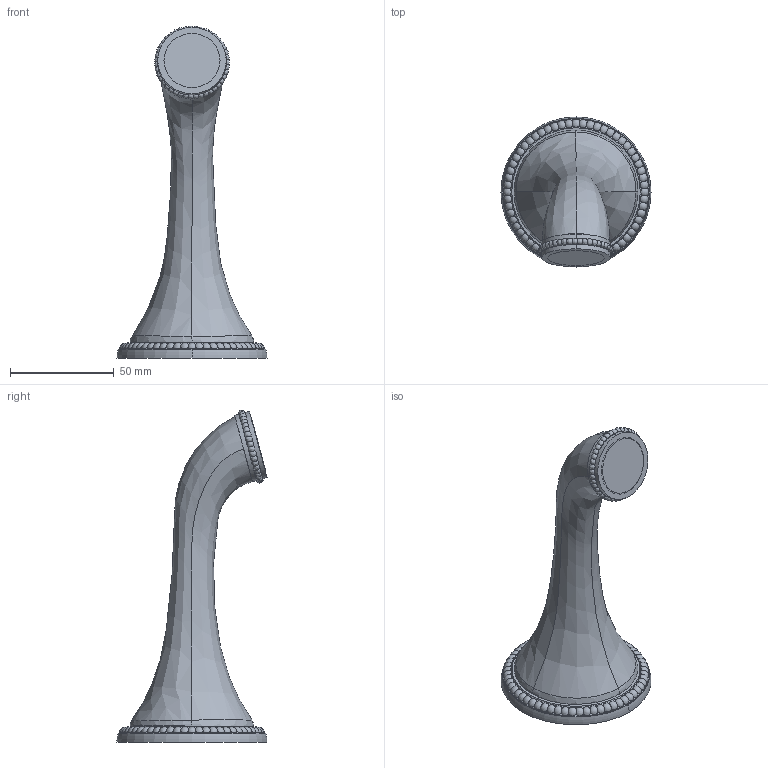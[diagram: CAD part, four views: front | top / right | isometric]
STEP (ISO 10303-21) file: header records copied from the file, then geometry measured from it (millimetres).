
FILE_DESCRIPTION((''),'2;1');
FILE_NAME('2-249A_ASM','2021-01-25T15:47:30',('rsmith'),(''),'CREO PARAMETRIC BY PTC INC, 2018400','CREO PARAMETRIC BY PTC INC, 2018400','');
FILE_SCHEMA(('AUTOMOTIVE_DESIGN { 1 0 10303 214 1 1 1 1 }'));
Length unit declared in the file: inch
Products named in the file (4): 10086; 10296; 10966; 2-249A_ASM
Assembly tree (3 placements, depth 2):
  2-249A_ASM
    10086
    10296
    10966
Bounding box: 72.26 x 72.34 x 159.84 mm (x, y, z)
Volume: 158672.6 mm3; surface area: 31155.1 mm2
Topology: 3 solids, 3 shells, 349 faces, 945 edges, 606 vertices
Faces by surface type: torus 126, plane 96, sphere 60, bspline 51, cylinder 14, cone 2
Entity records: 20410 total; most frequent: CARTESIAN_POINT 9509, ORIENTED_EDGE 1890, DIRECTION 1290, PRESENTATION_STYLE_ASSIGNMENT 948, STYLED_ITEM 948, CURVE_STYLE 945, EDGE_CURVE 945, AXIS2_PLACEMENT_3D 637
